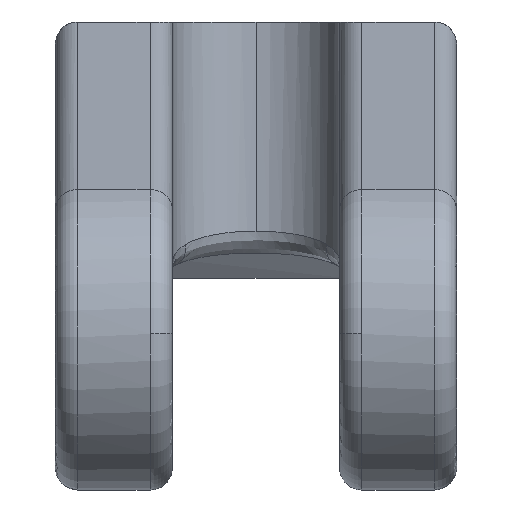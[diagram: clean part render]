
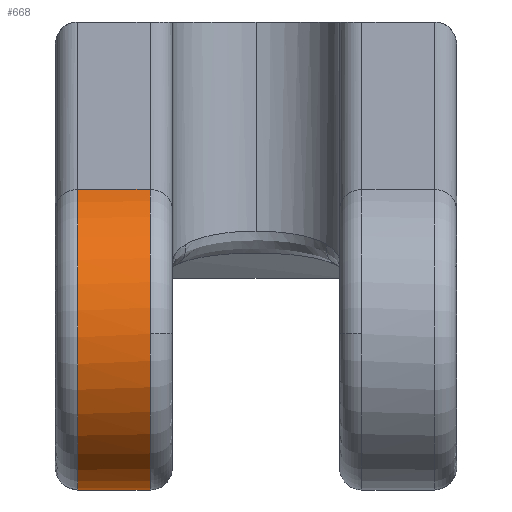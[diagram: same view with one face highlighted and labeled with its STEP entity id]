
A CAD part, left-side view. The second image highlights one B-rep face of the part: STEP entity #668.
In plain terms, the highlighted cylindrical face has radius 7 mm (diameter 14 mm), a partial arc.
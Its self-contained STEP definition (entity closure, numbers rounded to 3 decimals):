
#4 = LINE ( 'NONE', #1040, #912 ) ;
#56 = CIRCLE ( 'NONE', #564, 7. ) ;
#174 = ORIENTED_EDGE ( 'NONE', *, *, #2970, .T. ) ;
#335 = CIRCLE ( 'NONE', #2048, 7. ) ;
#463 = VERTEX_POINT ( 'NONE', #920 ) ;
#561 = DIRECTION ( 'NONE',  ( 0., 0., -1. ) ) ;
#564 = AXIS2_PLACEMENT_3D ( 'NONE', #3483, #2671, #2913 ) ;
#668 = ADVANCED_FACE ( 'NONE', ( #834 ), #1102, .T. ) ;
#681 = CIRCLE ( 'NONE', #2461, 7. ) ;
#796 = DIRECTION ( 'NONE',  ( 0., 0., 1. ) ) ;
#831 = DIRECTION ( 'NONE',  ( 0., -1., 0. ) ) ;
#834 = FACE_OUTER_BOUND ( 'NONE', #959, .T. ) ;
#912 = VECTOR ( 'NONE', #831, 1000. ) ;
#920 = CARTESIAN_POINT ( 'NONE',  ( 10.025, 13.75, -19.989 ) ) ;
#959 = EDGE_LOOP ( 'NONE', ( #3124, #1028, #2353, #174, #2522 ) ) ;
#1028 = ORIENTED_EDGE ( 'NONE', *, *, #1103, .T. ) ;
#1040 = CARTESIAN_POINT ( 'NONE',  ( 10.025, 18., -19.989 ) ) ;
#1102 = CYLINDRICAL_SURFACE ( 'NONE', #2214, 7. ) ;
#1103 = EDGE_CURVE ( 'NONE', #1868, #463, #4, .T. ) ;
#1104 = DIRECTION ( 'NONE',  ( 0., -1., 0. ) ) ;
#1204 = CARTESIAN_POINT ( 'NONE',  ( 7.379, 18., -6.509 ) ) ;
#1303 = CARTESIAN_POINT ( 'NONE',  ( 10.025, 18., -12.989 ) ) ;
#1532 = VECTOR ( 'NONE', #3125, 1000. ) ;
#1740 = VERTEX_POINT ( 'NONE', #1749 ) ;
#1749 = CARTESIAN_POINT ( 'NONE',  ( 7.379, 17., -6.509 ) ) ;
#1868 = VERTEX_POINT ( 'NONE', #3222 ) ;
#2025 = CARTESIAN_POINT ( 'NONE',  ( 3.025, 13.75, -12.989 ) ) ;
#2048 = AXIS2_PLACEMENT_3D ( 'NONE', #3564, #1104, #796 ) ;
#2214 = AXIS2_PLACEMENT_3D ( 'NONE', #1303, #2413, #561 ) ;
#2226 = CARTESIAN_POINT ( 'NONE',  ( 10.025, 13.75, -12.989 ) ) ;
#2242 = VERTEX_POINT ( 'NONE', #2696 ) ;
#2337 = EDGE_CURVE ( 'NONE', #1740, #1868, #335, .T. ) ;
#2353 = ORIENTED_EDGE ( 'NONE', *, *, #2808, .T. ) ;
#2413 = DIRECTION ( 'NONE',  ( 0., -1., 0. ) ) ;
#2461 = AXIS2_PLACEMENT_3D ( 'NONE', #2226, #3561, #2792 ) ;
#2522 = ORIENTED_EDGE ( 'NONE', *, *, #3026, .F. ) ;
#2671 = DIRECTION ( 'NONE',  ( 0., 1., 0. ) ) ;
#2696 = CARTESIAN_POINT ( 'NONE',  ( 7.379, 13.75, -6.509 ) ) ;
#2708 = VERTEX_POINT ( 'NONE', #2025 ) ;
#2792 = DIRECTION ( 'NONE',  ( -1., 0., 0. ) ) ;
#2808 = EDGE_CURVE ( 'NONE', #463, #2708, #681, .T. ) ;
#2913 = DIRECTION ( 'NONE',  ( -1., 0., 0. ) ) ;
#2921 = LINE ( 'NONE', #1204, #1532 ) ;
#2970 = EDGE_CURVE ( 'NONE', #2708, #2242, #56, .T. ) ;
#3026 = EDGE_CURVE ( 'NONE', #1740, #2242, #2921, .T. ) ;
#3124 = ORIENTED_EDGE ( 'NONE', *, *, #2337, .T. ) ;
#3125 = DIRECTION ( 'NONE',  ( 0., -1., 0. ) ) ;
#3222 = CARTESIAN_POINT ( 'NONE',  ( 10.025, 17., -19.989 ) ) ;
#3483 = CARTESIAN_POINT ( 'NONE',  ( 10.025, 13.75, -12.989 ) ) ;
#3561 = DIRECTION ( 'NONE',  ( 0., 1., 0. ) ) ;
#3564 = CARTESIAN_POINT ( 'NONE',  ( 10.025, 17., -12.989 ) ) ;
